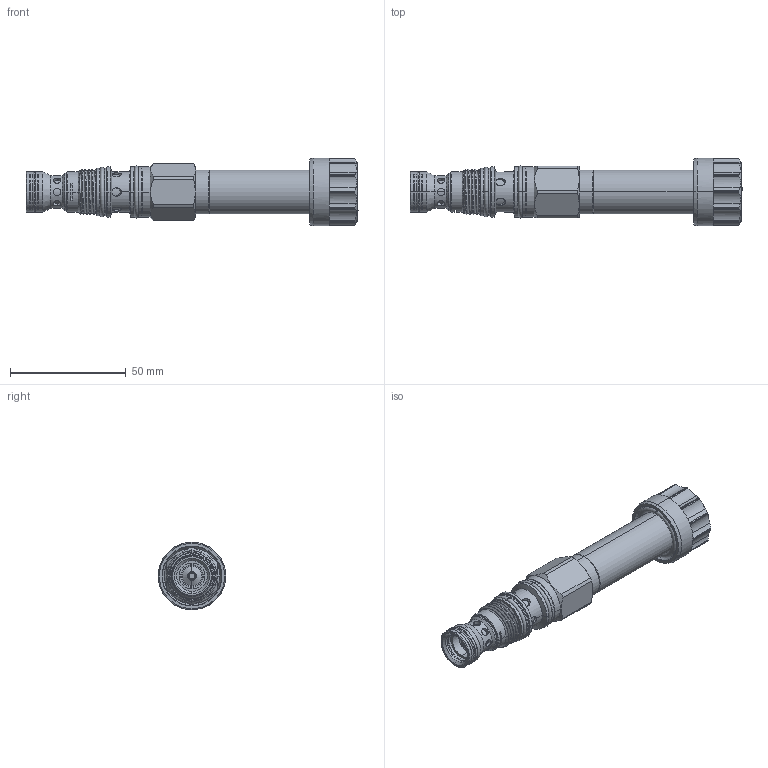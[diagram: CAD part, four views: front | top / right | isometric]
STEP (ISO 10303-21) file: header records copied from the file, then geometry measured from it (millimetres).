
FILE_DESCRIPTION (( 'STEP AP203' ), '1' );
FILE_NAME ('PFA11A3D-N.STEP', '2016-07-25T07:14:43', ( '' ), ( '' ), 'SwSTEP 2.0', 'SolidWorks 2012', '' );
FILE_SCHEMA (( 'CONFIG_CONTROL_DESIGN' ));
Length unit declared in the file: millimetre
Products named in the file (1): PFA11A3D-N
Bounding box: 143.67 x 29.2 x 29.2 mm (x, y, z)
Volume: 47240.5 mm3; surface area: 18635.9 mm2
Topology: 6 solids, 6 shells, 424 faces, 1024 edges, 653 vertices
Faces by surface type: cylinder 205, plane 126, cone 61, torus 20, bspline 12
Entity records: 17709 total; most frequent: CARTESIAN_POINT 7904, ORIENTED_EDGE 2048, DIRECTION 1997, EDGE_CURVE 1024, AXIS2_PLACEMENT_3D 769, VERTEX_POINT 653, EDGE_LOOP 473, LINE 459
